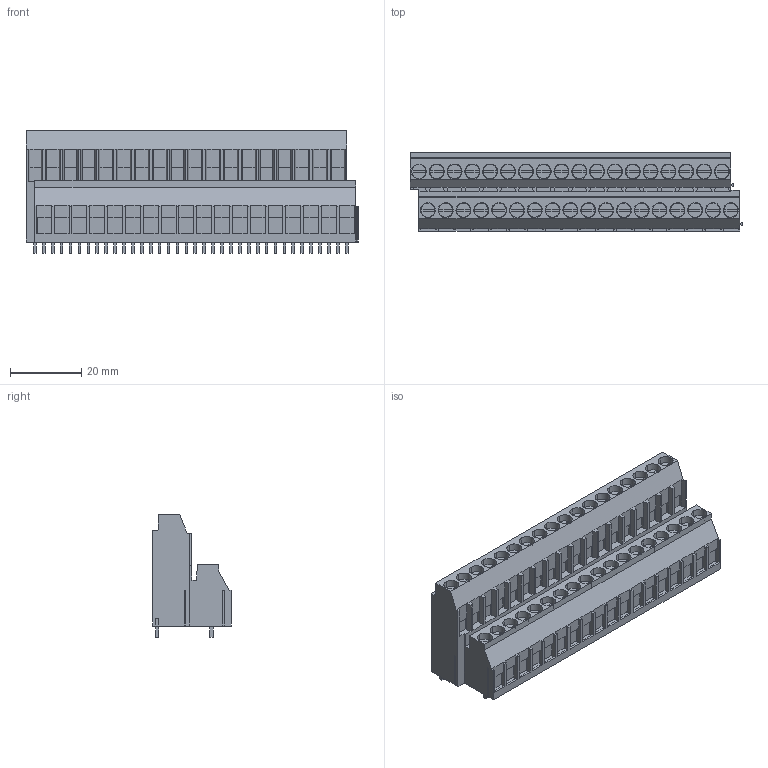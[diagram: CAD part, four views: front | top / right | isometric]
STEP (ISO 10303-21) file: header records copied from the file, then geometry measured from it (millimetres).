
FILE_DESCRIPTION(('CATIA V5 STEP','CAx-IF Rec.Pracs.--- Model Styling and Organization---1.4--- 2014-01-23'),'2;1');
FILE_NAME ('D1460969_1', '2024-03-18T13:07:37+00:00', ('none'), ('Weidmueller'), 'CATIA Version 5-6 Release 2016 SP3 HF44', 'CATIA V5 STEP AP214', 'none');
FILE_SCHEMA(('AUTOMOTIVE_DESIGN { 1 0 10303 214 1 1 1 1 }'));
Products named in the file (1): 1977410000
Bounding box: 93.15 x 21.94 x 34.47 mm (x, y, z)
Volume: 38011.8 mm3; surface area: 18502.3 mm2
Topology: 73 solids, 73 shells, 1990 faces, 5726 edges, 3919 vertices
Faces by surface type: plane 1846, cylinder 144
Entity records: 59326 total; most frequent: ORIENTED_EDGE 11452, CARTESIAN_POINT 11373, DIRECTION 7414, EDGE_CURVE 5726, VECTOR 5068, LINE 5068, VERTEX_POINT 3919, EDGE_LOOP 2027
